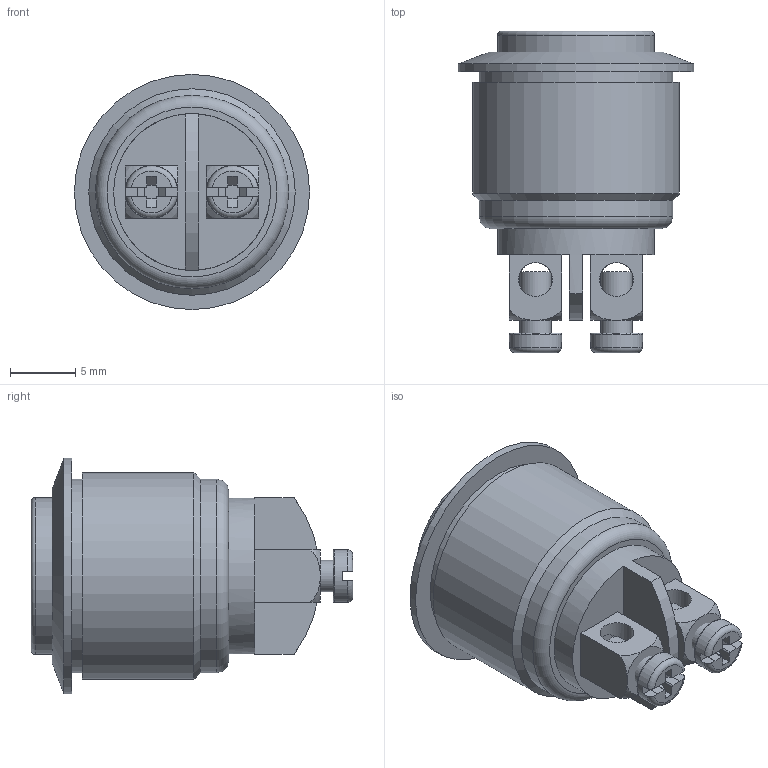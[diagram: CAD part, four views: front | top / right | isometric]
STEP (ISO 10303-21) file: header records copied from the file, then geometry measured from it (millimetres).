
FILE_DESCRIPTION(/* description */ (''),/* implementation_level */ '2;1');
FILE_NAME(/* name */ 'PV2H640xx.stp',/* time_stamp */ '2020-08-07T14:59:59-05:00',/* author */ ('mwilliams'),/* organization */ (''),/* preprocessor_version */ 'ST-DEVELOPER v18',/* originating_system */ 'Autodesk Inventor 2020',/* authorisation */ '');
FILE_SCHEMA (('AUTOMOTIVE_DESIGN { 1 0 10303 214 3 1 1 }'));
Length unit declared in the file: inch
Products named in the file (1): PV2H640SS_Shrinkwrap_1
Bounding box: 18 x 24.6 x 18 mm (x, y, z)
Volume: 2365.3 mm3; surface area: 2843.4 mm2
Topology: 7 solids, 7 shells, 121 faces, 308 edges, 208 vertices
Faces by surface type: plane 76, cylinder 27, torus 8, bspline 8, cone 2
Full cylindrical faces by diameter (mm): 2.1 x4, 2.4 x2, 2.6 x2, 4 x2, 12 x3, 13.3 x1, 14.8 x2, 15.8 x1, 18 x1
Entity records: 4057 total; most frequent: CARTESIAN_POINT 1066, ORIENTED_EDGE 616, DIRECTION 590, EDGE_CURVE 308, VERTEX_POINT 208, AXIS2_PLACEMENT_3D 204, LINE 182, VECTOR 182
